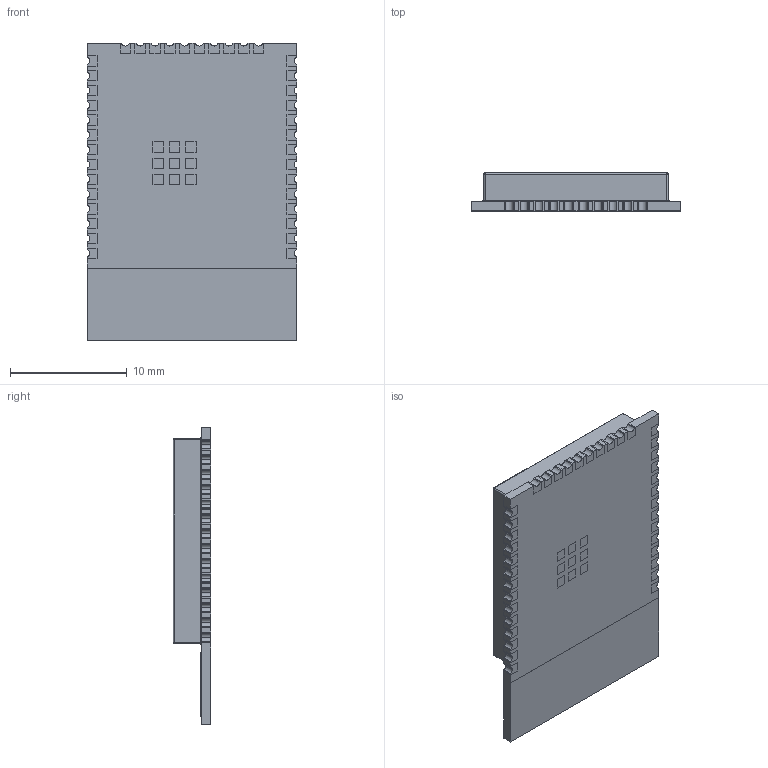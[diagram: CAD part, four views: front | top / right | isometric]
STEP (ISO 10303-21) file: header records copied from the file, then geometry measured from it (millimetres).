
FILE_DESCRIPTION (( 'STEP AP214' ), '1' );
FILE_NAME ('ESP32-WROOM-32E (16MB).STEP', '2021-08-13T11:25:20', ( '' ), ( '' ), 'SwSTEP 2.0', 'SolidWorks 2017', '' );
FILE_SCHEMA (( 'AUTOMOTIVE_DESIGN' ));
Length unit declared in the file: millimetre
Products named in the file (1): ESP32-WROOM-32E (16MB)
Bounding box: 18 x 3.25 x 25.5 mm (x, y, z)
Volume: 1045.5 mm3; surface area: 1925 mm2
Topology: 50 solids, 50 shells, 911 faces, 2360 edges, 1556 vertices
Faces by surface type: plane 725, cylinder 182, sphere 4
Entity records: 27901 total; most frequent: CARTESIAN_POINT 4908, ORIENTED_EDGE 4712, DIRECTION 4460, EDGE_CURVE 2356, LINE 2020, VECTOR 2020, VERTEX_POINT 1556, AXIS2_PLACEMENT_3D 1220
